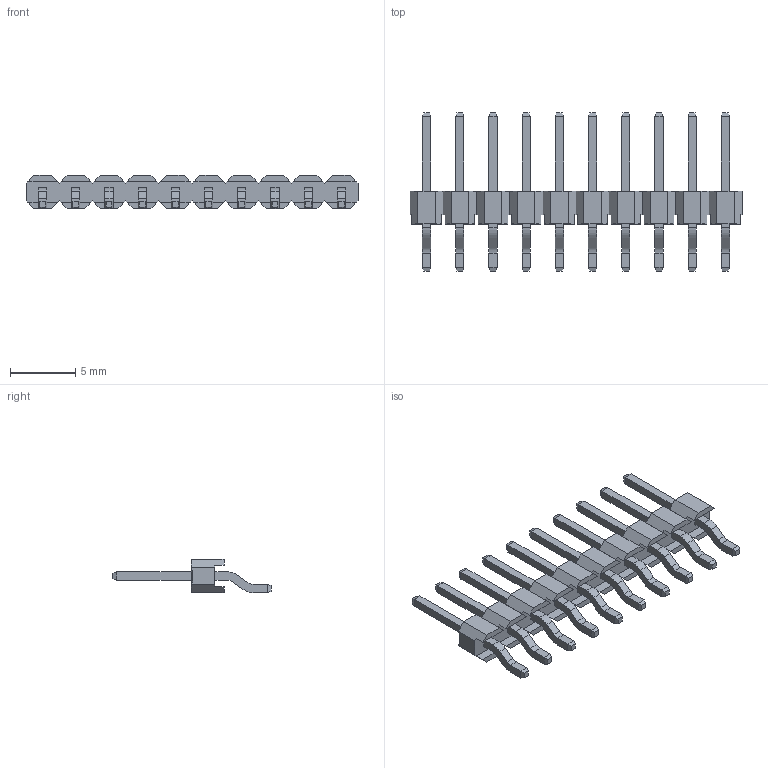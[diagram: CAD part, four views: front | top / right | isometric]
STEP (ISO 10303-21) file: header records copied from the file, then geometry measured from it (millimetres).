
FILE_DESCRIPTION(('STEP AP214'), '1');
FILE_NAME('DS1025 (PLS-T CONNFLY)', '2019-06-30T13:26:03', ('Che'), (''), 'ASCON STEP Converter 1.3', 'ASCON Math Kernel', '');
FILE_SCHEMA(('AUTOMOTIVE_DESIGN { 1 0 10303 214 3 1 1}'));
Length unit declared in the file: millimetre
Bounding box: 25.4 x 12.1 x 2.54 mm (x, y, z)
Volume: 156.8 mm3; surface area: 562.4 mm2
Topology: 1 solids, 1 shells, 417 faces, 1078 edges, 692 vertices
Faces by surface type: plane 377, cylinder 40
Entity records: 15792 total; most frequent: CARTESIAN_POINT 2188, ORIENTED_EDGE 2156, DIRECTION 1994, EDGE_CURVE 1078, LINE 998, VECTOR 998, VERTEX_POINT 692, AXIS2_PLACEMENT_3D 498
